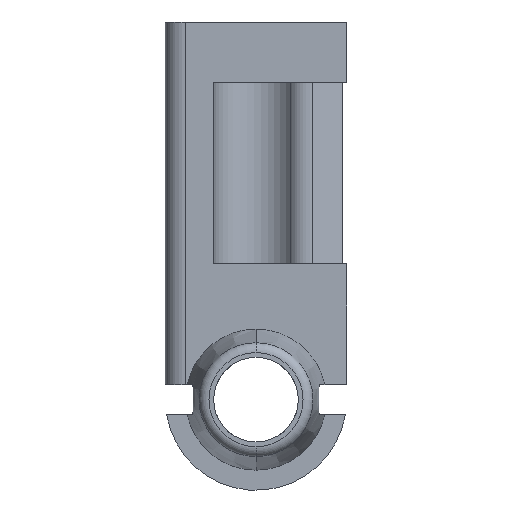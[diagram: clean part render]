
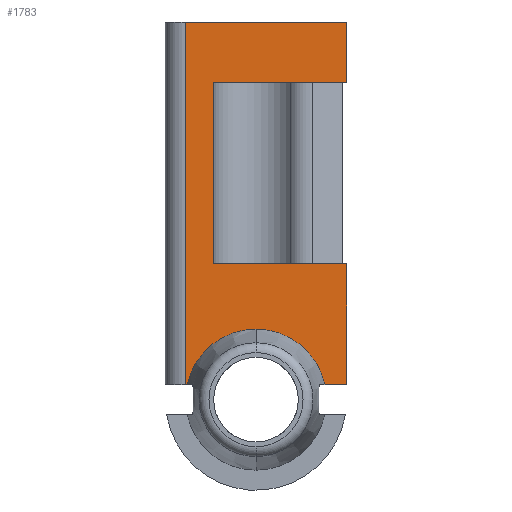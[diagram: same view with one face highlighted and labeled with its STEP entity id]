
A CAD part, front view. The second image highlights one B-rep face of the part: STEP entity #1783.
In plain terms, the highlighted planar face has unit normal (0, -1, 0).
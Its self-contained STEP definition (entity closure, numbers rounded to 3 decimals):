
#147 = VERTEX_POINT ( 'NONE', #791 ) ;
#193 = VERTEX_POINT ( 'NONE', #831 ) ;
#277 = VERTEX_POINT ( 'NONE', #1009 ) ;
#279 = EDGE_CURVE ( 'NONE', #277, #280, #1008, .T. ) ;
#280 = VERTEX_POINT ( 'NONE', #1069 ) ;
#308 = EDGE_CURVE ( 'NONE', #309, #193, #1081, .T. ) ;
#309 = VERTEX_POINT ( 'NONE', #1076 ) ;
#427 = EDGE_CURVE ( 'NONE', #147, #428, #1336, .T. ) ;
#428 = VERTEX_POINT ( 'NONE', #1332 ) ;
#791 = CARTESIAN_POINT ( 'NONE',  ( -2.1, -3.5, 15.75 ) ) ;
#831 = CARTESIAN_POINT ( 'NONE',  ( 0., -3.5, 3. ) ) ;
#1007 = CARTESIAN_POINT ( 'NONE',  ( -4.5, -3.5, 18.75 ) ) ;
#1008 = LINE ( 'NONE', #1007, #1071 ) ;
#1009 = CARTESIAN_POINT ( 'NONE',  ( -3.5, -3.5, 18.75 ) ) ;
#1069 = CARTESIAN_POINT ( 'NONE',  ( 4.5, -3.5, 18.75 ) ) ;
#1070 = DIRECTION ( 'NONE',  ( 1., 0., 0. ) ) ;
#1071 = VECTOR ( 'NONE', #1070, 1000. ) ;
#1076 = CARTESIAN_POINT ( 'NONE',  ( -2.905, -3.5, 0.75 ) ) ;
#1077 = DIRECTION ( 'NONE',  ( 0., 0., 1. ) ) ;
#1078 = DIRECTION ( 'NONE',  ( 0., 1., 0. ) ) ;
#1079 = CARTESIAN_POINT ( 'NONE',  ( 0., -3.5, 0. ) ) ;
#1080 = AXIS2_PLACEMENT_3D ( 'NONE', #1079, #1078, #1077 ) ;
#1081 = CIRCLE ( 'NONE', #1080, 3. ) ;
#1332 = CARTESIAN_POINT ( 'NONE',  ( -2.1, -3.5, 6.75 ) ) ;
#1333 = DIRECTION ( 'NONE',  ( 0., 0., -1. ) ) ;
#1334 = VECTOR ( 'NONE', #1333, 1000. ) ;
#1335 = CARTESIAN_POINT ( 'NONE',  ( -2.1, -3.5, 15.75 ) ) ;
#1336 = LINE ( 'NONE', #1335, #1334 ) ;
#1438 = CARTESIAN_POINT ( 'NONE',  ( 2.905, -3.5, 0.75 ) ) ;
#1523 = DIRECTION ( 'NONE',  ( -1., 0., 0. ) ) ;
#1524 = VECTOR ( 'NONE', #1523, 1000. ) ;
#1525 = CARTESIAN_POINT ( 'NONE',  ( -4.5, -3.5, 0.75 ) ) ;
#1526 = LINE ( 'NONE', #1525, #1524 ) ;
#1527 = DIRECTION ( 'NONE',  ( -1., 0., 0. ) ) ;
#1528 = VECTOR ( 'NONE', #1527, 1000. ) ;
#1529 = CARTESIAN_POINT ( 'NONE',  ( 4.5, -3.5, 15.75 ) ) ;
#1530 = LINE ( 'NONE', #1529, #1528 ) ;
#1535 = DIRECTION ( 'NONE',  ( 0., 0., 1. ) ) ;
#1536 = VECTOR ( 'NONE', #1535, 1000. ) ;
#1537 = CARTESIAN_POINT ( 'NONE',  ( 4.5, -3.5, -4.5 ) ) ;
#1538 = LINE ( 'NONE', #1537, #1536 ) ;
#1545 = DIRECTION ( 'NONE',  ( 0., 0., 1. ) ) ;
#1546 = VECTOR ( 'NONE', #1545, 1000. ) ;
#1547 = CARTESIAN_POINT ( 'NONE',  ( 4.5, -3.5, -4.5 ) ) ;
#1548 = LINE ( 'NONE', #1547, #1546 ) ;
#1558 = DIRECTION ( 'NONE',  ( 0., 0., -1. ) ) ;
#1559 = DIRECTION ( 'NONE',  ( 0., -1., 0. ) ) ;
#1560 = CARTESIAN_POINT ( 'NONE',  ( -4.5, -3.5, -4.5 ) ) ;
#1561 = AXIS2_PLACEMENT_3D ( 'NONE', #1560, #1559, #1558 ) ;
#1562 = PLANE ( 'NONE',  #1561 ) ;
#1563 = FACE_OUTER_BOUND ( 'NONE', #1780, .T. ) ;
#1564 = DIRECTION ( 'NONE',  ( 0., 0., -1. ) ) ;
#1565 = VECTOR ( 'NONE', #1564, 1000. ) ;
#1566 = CARTESIAN_POINT ( 'NONE',  ( -3.5, -3.5, -4.5 ) ) ;
#1567 = LINE ( 'NONE', #1566, #1565 ) ;
#1568 = DIRECTION ( 'NONE',  ( -1., 0., 0. ) ) ;
#1569 = VECTOR ( 'NONE', #1568, 1000. ) ;
#1570 = CARTESIAN_POINT ( 'NONE',  ( -4.5, -3.5, 0.75 ) ) ;
#1571 = LINE ( 'NONE', #1570, #1569 ) ;
#1572 = CARTESIAN_POINT ( 'NONE',  ( -3.5, -3.5, 0.75 ) ) ;
#1573 = DIRECTION ( 'NONE',  ( 0., 0., 1. ) ) ;
#1574 = DIRECTION ( 'NONE',  ( 0., 1., 0. ) ) ;
#1575 = CARTESIAN_POINT ( 'NONE',  ( 0., -3.5, 0. ) ) ;
#1576 = AXIS2_PLACEMENT_3D ( 'NONE', #1575, #1574, #1573 ) ;
#1577 = CIRCLE ( 'NONE', #1576, 3. ) ;
#1578 = DIRECTION ( 'NONE',  ( 1., 0., 0. ) ) ;
#1579 = VECTOR ( 'NONE', #1578, 1000. ) ;
#1580 = CARTESIAN_POINT ( 'NONE',  ( -2.1, -3.5, 6.75 ) ) ;
#1581 = LINE ( 'NONE', #1580, #1579 ) ;
#1582 = CARTESIAN_POINT ( 'NONE',  ( 4.5, -3.5, 15.75 ) ) ;
#1583 = CARTESIAN_POINT ( 'NONE',  ( 4.5, -3.5, 0.75 ) ) ;
#1584 = CARTESIAN_POINT ( 'NONE',  ( 4.5, -3.5, 6.75 ) ) ;
#1717 = VERTEX_POINT ( 'NONE', #1438 ) ;
#1751 = ORIENTED_EDGE ( 'NONE', *, *, #427, .F. ) ;
#1753 = ORIENTED_EDGE ( 'NONE', *, *, #1754, .T. ) ;
#1754 = EDGE_CURVE ( 'NONE', #1768, #280, #1548, .T. ) ;
#1756 = EDGE_CURVE ( 'NONE', #1766, #1765, #1538, .T. ) ;
#1760 = EDGE_CURVE ( 'NONE', #1768, #147, #1530, .T. ) ;
#1761 = ORIENTED_EDGE ( 'NONE', *, *, #1760, .F. ) ;
#1762 = ORIENTED_EDGE ( 'NONE', *, *, #1763, .F. ) ;
#1763 = EDGE_CURVE ( 'NONE', #1766, #1717, #1526, .T. ) ;
#1764 = ORIENTED_EDGE ( 'NONE', *, *, #1770, .F. ) ;
#1765 = VERTEX_POINT ( 'NONE', #1584 ) ;
#1766 = VERTEX_POINT ( 'NONE', #1583 ) ;
#1767 = ORIENTED_EDGE ( 'NONE', *, *, #1756, .T. ) ;
#1768 = VERTEX_POINT ( 'NONE', #1582 ) ;
#1770 = EDGE_CURVE ( 'NONE', #428, #1765, #1581, .T. ) ;
#1771 = ORIENTED_EDGE ( 'NONE', *, *, #308, .T. ) ;
#1772 = ORIENTED_EDGE ( 'NONE', *, *, #1773, .T. ) ;
#1773 = EDGE_CURVE ( 'NONE', #193, #1717, #1577, .T. ) ;
#1775 = VERTEX_POINT ( 'NONE', #1572 ) ;
#1776 = ORIENTED_EDGE ( 'NONE', *, *, #1777, .F. ) ;
#1777 = EDGE_CURVE ( 'NONE', #309, #1775, #1571, .T. ) ;
#1778 = ORIENTED_EDGE ( 'NONE', *, *, #1779, .T. ) ;
#1779 = EDGE_CURVE ( 'NONE', #277, #1775, #1567, .T. ) ;
#1780 = EDGE_LOOP ( 'NONE', ( #1781, #1778, #1776, #1771, #1772, #1762, #1767, #1764, #1751, #1761, #1753 ) ) ;
#1781 = ORIENTED_EDGE ( 'NONE', *, *, #279, .F. ) ;
#1783 = ADVANCED_FACE ( 'NONE', ( #1563 ), #1562, .T. ) ;
